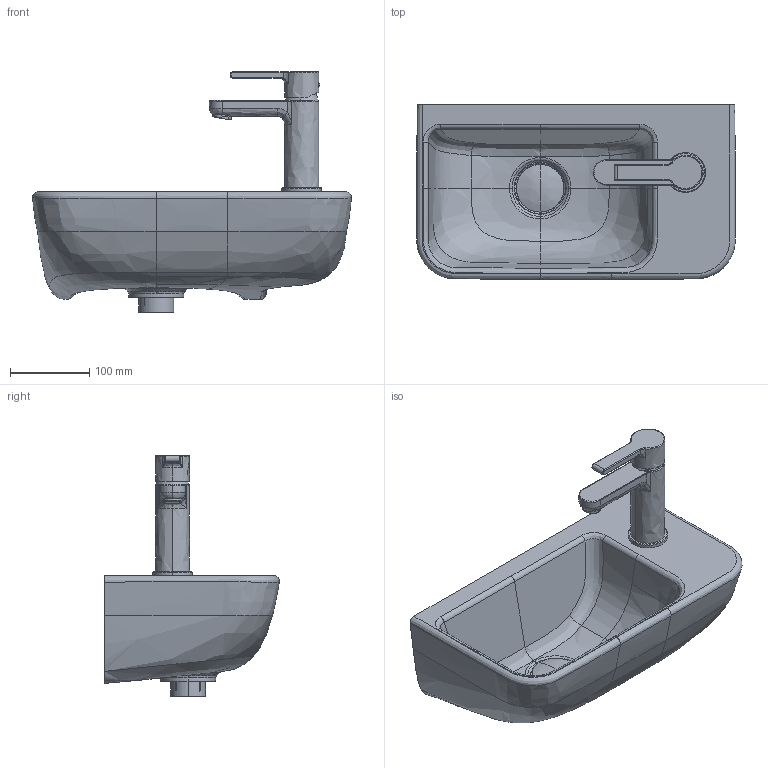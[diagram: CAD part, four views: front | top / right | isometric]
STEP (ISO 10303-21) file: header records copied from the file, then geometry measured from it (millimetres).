
FILE_DESCRIPTION(/* description */ (''),/* implementation_level */ '2;1');
FILE_NAME(/* name */ '071740',/* time_stamp */ '2019-02-15T10:39:53+01:00',/* author */ (''),/* organization */ (''),/* preprocessor_version */ 'ST-DEVELOPER v15',/* originating_system */ '',/* authorisation */ '');
FILE_SCHEMA (('AUTOMOTIVE_DESIGN'));
Length unit declared in the file: millimetre
Products named in the file (1): Document
Bounding box: 401.1 x 219.78 x 302.69 mm (x, y, z)
Volume: 3849871 mm3; surface area: 467092.6 mm2
Topology: 12 solids, 15 shells, 716 faces, 1699 edges, 998 vertices
Faces by surface type: bspline 716
Entity records: 90389 total; most frequent: CARTESIAN_POINT 69636, B_SPLINE_CURVE_WITH_KNOTS 3756, ORIENTED_EDGE 3346, PCURVE 3346, DEFINITIONAL_REPRESENTATION 3346, SURFACE_CURVE 1677, EDGE_CURVE 1677, VERTEX_POINT 998
